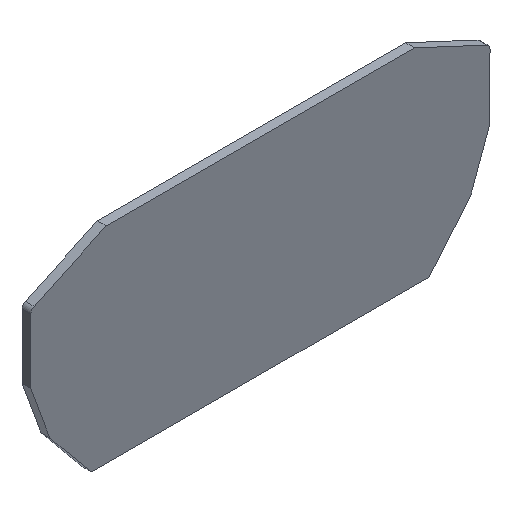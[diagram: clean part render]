
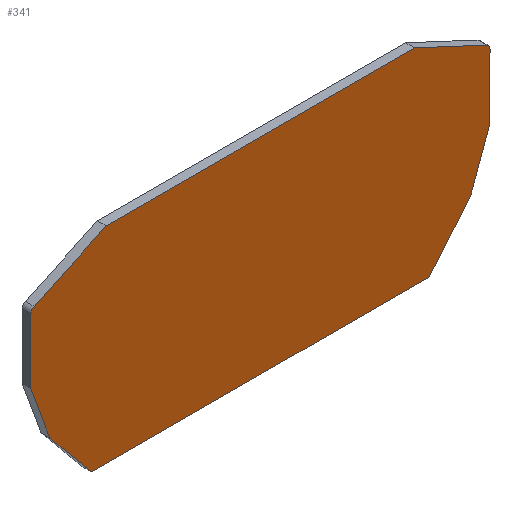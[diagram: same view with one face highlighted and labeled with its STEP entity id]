
A CAD part, isometric view. The second image highlights one B-rep face of the part: STEP entity #341.
In plain terms, the highlighted planar face has unit normal (0, -1, 0).
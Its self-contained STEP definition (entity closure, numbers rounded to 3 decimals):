
#25=CIRCLE('',#359,1.);
#27=CIRCLE('',#365,1.);
#108=ORIENTED_EDGE('',*,*,#130,.F.);
#109=ORIENTED_EDGE('',*,*,#129,.F.);
#110=ORIENTED_EDGE('',*,*,#125,.F.);
#111=ORIENTED_EDGE('',*,*,#123,.F.);
#112=ORIENTED_EDGE('',*,*,#154,.F.);
#113=ORIENTED_EDGE('',*,*,#151,.F.);
#114=ORIENTED_EDGE('',*,*,#148,.F.);
#115=ORIENTED_EDGE('',*,*,#146,.F.);
#116=ORIENTED_EDGE('',*,*,#144,.F.);
#117=ORIENTED_EDGE('',*,*,#141,.F.);
#118=ORIENTED_EDGE('',*,*,#136,.F.);
#119=ORIENTED_EDGE('',*,*,#133,.F.);
#123=EDGE_CURVE('',#165,#163,#195,.T.);
#125=EDGE_CURVE('',#163,#167,#197,.T.);
#129=EDGE_CURVE('',#167,#168,#25,.T.);
#130=EDGE_CURVE('',#168,#170,#200,.T.);
#133=EDGE_CURVE('',#170,#172,#203,.T.);
#136=EDGE_CURVE('',#172,#174,#206,.T.);
#141=EDGE_CURVE('',#174,#176,#27,.T.);
#144=EDGE_CURVE('',#176,#179,#212,.T.);
#146=EDGE_CURVE('',#179,#181,#214,.T.);
#148=EDGE_CURVE('',#181,#182,#216,.T.);
#151=EDGE_CURVE('',#182,#184,#219,.T.);
#154=EDGE_CURVE('',#184,#165,#222,.T.);
#163=VERTEX_POINT('',#471);
#165=VERTEX_POINT('',#475);
#167=VERTEX_POINT('',#481);
#168=VERTEX_POINT('',#485);
#170=VERTEX_POINT('',#491);
#172=VERTEX_POINT('',#497);
#174=VERTEX_POINT('',#503);
#176=VERTEX_POINT('',#509);
#179=VERTEX_POINT('',#516);
#181=VERTEX_POINT('',#523);
#182=VERTEX_POINT('',#527);
#184=VERTEX_POINT('',#533);
#195=LINE('',#476,#227);
#197=LINE('',#480,#229);
#200=LINE('',#490,#232);
#203=LINE('',#496,#235);
#206=LINE('',#502,#238);
#212=LINE('',#518,#244);
#214=LINE('',#522,#246);
#216=LINE('',#526,#248);
#219=LINE('',#532,#251);
#222=LINE('',#538,#254);
#227=VECTOR('',#388,1000.);
#229=VECTOR('',#392,1000.);
#232=VECTOR('',#403,1000.);
#235=VECTOR('',#408,1000.);
#238=VECTOR('',#413,1000.);
#244=VECTOR('',#427,1000.);
#246=VECTOR('',#431,1000.);
#248=VECTOR('',#435,1000.);
#251=VECTOR('',#440,1000.);
#254=VECTOR('',#445,1000.);
#281=EDGE_LOOP('',(#108,#109,#110,#111,#112,#113,#114,#115,#116,#117,#118,
#119));
#307=FACE_BOUND('',#281,.T.);
#321=PLANE('',#380);
#341=ADVANCED_FACE('',(#307),#321,.T.);
#359=AXIS2_PLACEMENT_3D('',#488,#399,#400);
#365=AXIS2_PLACEMENT_3D('',#512,#421,#422);
#380=AXIS2_PLACEMENT_3D('',#703,#465,#466);
#388=DIRECTION('',(-0.342,0.,0.94));
#392=DIRECTION('',(0.,0.,1.));
#399=DIRECTION('',(0.,1.,0.));
#400=DIRECTION('',(0.,0.,1.));
#403=DIRECTION('',(0.906,0.,0.423));
#408=DIRECTION('',(1.,0.,0.));
#413=DIRECTION('',(0.906,0.,-0.423));
#421=DIRECTION('',(0.,1.,0.));
#422=DIRECTION('',(0.,0.,1.));
#427=DIRECTION('',(0.,0.,-1.));
#431=DIRECTION('',(-0.342,0.,-0.94));
#435=DIRECTION('',(-0.638,0.,-0.77));
#440=DIRECTION('',(-1.,0.,0.));
#445=DIRECTION('',(-0.638,0.,0.77));
#465=DIRECTION('',(0.,-1.,0.));
#466=DIRECTION('',(0.,0.,-1.));
#471=CARTESIAN_POINT('',(-40.119,-1.5,-1.576));
#475=CARTESIAN_POINT('',(-36.852,-1.5,-10.553));
#476=CARTESIAN_POINT('',(-36.852,-1.5,-10.553));
#480=CARTESIAN_POINT('',(-40.119,-1.5,-1.576));
#481=CARTESIAN_POINT('',(-40.119,-1.5,9.404));
#485=CARTESIAN_POINT('',(-39.542,-1.5,10.311));
#488=CARTESIAN_POINT('',(-39.119,-1.5,9.404));
#490=CARTESIAN_POINT('',(-39.542,-1.5,10.311));
#491=CARTESIAN_POINT('',(-27.21,-1.5,16.061));
#496=CARTESIAN_POINT('',(-27.21,-1.5,16.061));
#497=CARTESIAN_POINT('',(25.51,-1.5,16.061));
#502=CARTESIAN_POINT('',(25.51,-1.5,16.061));
#503=CARTESIAN_POINT('',(37.842,-1.5,10.311));
#509=CARTESIAN_POINT('',(38.419,-1.5,9.404));
#512=CARTESIAN_POINT('',(37.419,-1.5,9.404));
#516=CARTESIAN_POINT('',(38.419,-1.5,-1.576));
#518=CARTESIAN_POINT('',(38.419,-1.5,9.404));
#522=CARTESIAN_POINT('',(38.419,-1.5,-1.576));
#523=CARTESIAN_POINT('',(35.152,-1.5,-10.553));
#526=CARTESIAN_POINT('',(35.152,-1.5,-10.553));
#527=CARTESIAN_POINT('',(28.052,-1.5,-19.122));
#532=CARTESIAN_POINT('',(28.052,-1.5,-19.122));
#533=CARTESIAN_POINT('',(-29.752,-1.5,-19.122));
#538=CARTESIAN_POINT('',(-29.752,-1.5,-19.122));
#703=CARTESIAN_POINT('',(-39.119,-1.5,9.404));
